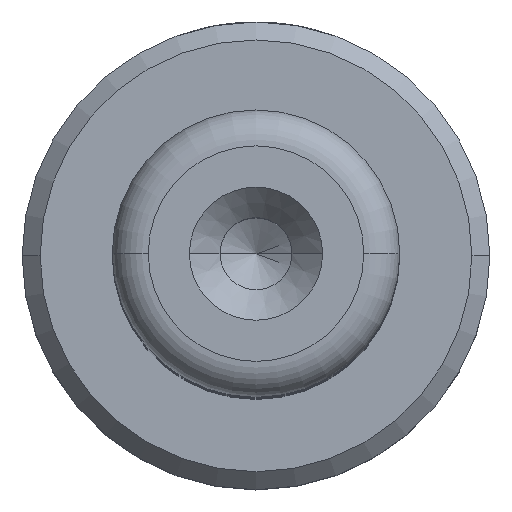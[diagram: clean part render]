
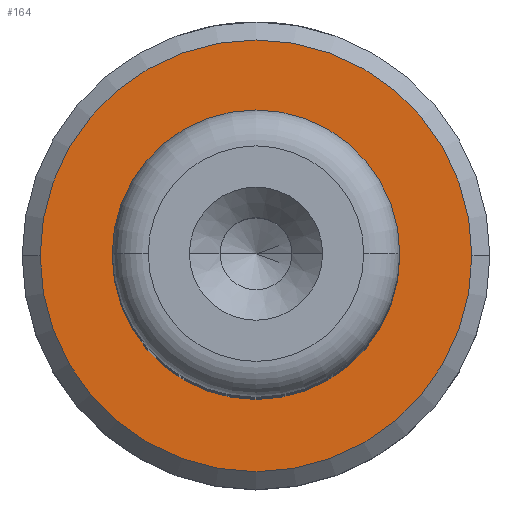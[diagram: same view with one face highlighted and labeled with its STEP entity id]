
A CAD part, top view. The second image highlights one B-rep face of the part: STEP entity #164.
In plain terms, the highlighted planar face has unit normal (0, 0, 1).
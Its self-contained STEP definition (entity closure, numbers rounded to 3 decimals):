
#67 = VERTEX_POINT ( 'NONE', #628 ) ;
#98 = CARTESIAN_POINT ( 'NONE',  ( -6., 0., 13. ) ) ;
#135 = ORIENTED_EDGE ( 'NONE', *, *, #1899, .T. ) ;
#164 = ADVANCED_FACE ( 'NONE', ( #1802, #1868 ), #1241, .T. ) ;
#183 = CARTESIAN_POINT ( 'NONE',  ( 0., 0., 13. ) ) ;
#219 = EDGE_CURVE ( 'NONE', #1869, #614, #1676, .T. ) ;
#383 = DIRECTION ( 'NONE',  ( -1., 0., 0. ) ) ;
#556 = AXIS2_PLACEMENT_3D ( 'NONE', #1894, #705, #2088 ) ;
#561 = EDGE_CURVE ( 'NONE', #614, #1869, #1393, .T. ) ;
#614 = VERTEX_POINT ( 'NONE', #2500 ) ;
#628 = CARTESIAN_POINT ( 'NONE',  ( 3.6, 0., 13. ) ) ;
#698 = CARTESIAN_POINT ( 'NONE',  ( 0., 0., 13. ) ) ;
#705 = DIRECTION ( 'NONE',  ( 0., 0., 1. ) ) ;
#890 = DIRECTION ( 'NONE',  ( -1., 0., 0. ) ) ;
#956 = ORIENTED_EDGE ( 'NONE', *, *, #561, .T. ) ;
#984 = CARTESIAN_POINT ( 'NONE',  ( -3.6, 0., 13. ) ) ;
#1142 = CARTESIAN_POINT ( 'NONE',  ( 0., 0., 13. ) ) ;
#1154 = DIRECTION ( 'NONE',  ( 1., 0., 0. ) ) ;
#1241 = PLANE ( 'NONE',  #1713 ) ;
#1381 = ORIENTED_EDGE ( 'NONE', *, *, #1536, .T. ) ;
#1393 = CIRCLE ( 'NONE', #556, 6. ) ;
#1403 = ORIENTED_EDGE ( 'NONE', *, *, #219, .T. ) ;
#1536 = EDGE_CURVE ( 'NONE', #67, #1971, #1819, .T. ) ;
#1546 = EDGE_LOOP ( 'NONE', ( #135, #1381 ) ) ;
#1552 = DIRECTION ( 'NONE',  ( 0., 0., -1. ) ) ;
#1575 = AXIS2_PLACEMENT_3D ( 'NONE', #698, #2080, #890 ) ;
#1600 = EDGE_LOOP ( 'NONE', ( #1403, #956 ) ) ;
#1676 = CIRCLE ( 'NONE', #2114, 6. ) ;
#1713 = AXIS2_PLACEMENT_3D ( 'NONE', #1142, #2317, #1154 ) ;
#1802 = FACE_OUTER_BOUND ( 'NONE', #1600, .T. ) ;
#1819 = CIRCLE ( 'NONE', #2051, 3.6 ) ;
#1846 = CARTESIAN_POINT ( 'NONE',  ( 0., 0., 13. ) ) ;
#1868 = FACE_BOUND ( 'NONE', #1546, .T. ) ;
#1869 = VERTEX_POINT ( 'NONE', #98 ) ;
#1894 = CARTESIAN_POINT ( 'NONE',  ( 0., 0., 13. ) ) ;
#1899 = EDGE_CURVE ( 'NONE', #1971, #67, #2057, .T. ) ;
#1926 = DIRECTION ( 'NONE',  ( 0., 0., 1. ) ) ;
#1962 = DIRECTION ( 'NONE',  ( 1., 0., 0. ) ) ;
#1971 = VERTEX_POINT ( 'NONE', #984 ) ;
#2051 = AXIS2_PLACEMENT_3D ( 'NONE', #183, #1552, #383 ) ;
#2057 = CIRCLE ( 'NONE', #1575, 3.6 ) ;
#2080 = DIRECTION ( 'NONE',  ( 0., 0., -1. ) ) ;
#2088 = DIRECTION ( 'NONE',  ( 1., 0., 0. ) ) ;
#2114 = AXIS2_PLACEMENT_3D ( 'NONE', #1846, #1926, #1962 ) ;
#2317 = DIRECTION ( 'NONE',  ( 0., 0., 1. ) ) ;
#2500 = CARTESIAN_POINT ( 'NONE',  ( 6., 0., 13. ) ) ;
